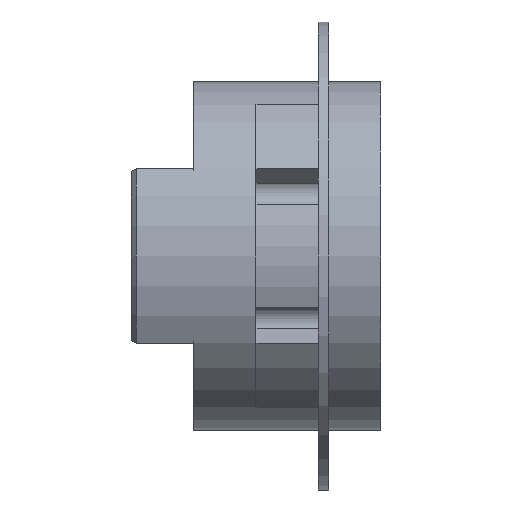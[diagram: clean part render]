
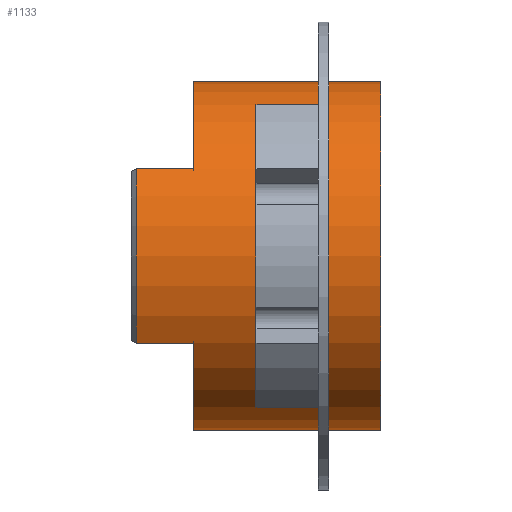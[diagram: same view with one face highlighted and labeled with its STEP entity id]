
A CAD part, left-side view. The second image highlights one B-rep face of the part: STEP entity #1133.
In plain terms, the highlighted cylindrical face has radius 33.6 mm (diameter 67.2 mm), a full revolution.
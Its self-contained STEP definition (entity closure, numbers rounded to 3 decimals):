
#40=LINE('',#1752,#140);
#44=LINE('',#1758,#144);
#53=LINE('',#1787,#153);
#54=LINE('',#1789,#154);
#55=LINE('',#1791,#155);
#140=VECTOR('',#1382,10.);
#144=VECTOR('',#1390,10.);
#153=VECTOR('',#1421,10.);
#154=VECTOR('',#1424,10.);
#155=VECTOR('',#1427,33.6);
#233=CYLINDRICAL_SURFACE('',#1230,33.6);
#281=FACE_OUTER_BOUND('',#345,.T.);
#345=EDGE_LOOP('',(#825,#826,#827,#828,#829,#830,#831,#832,#833,#834,#835,
#836,#837));
#396=CIRCLE('',#1198,33.6);
#397=CIRCLE('',#1199,33.6);
#402=CIRCLE('',#1206,33.6);
#404=CIRCLE('',#1209,33.6);
#406=CIRCLE('',#1211,33.6);
#412=CIRCLE('',#1225,33.6);
#413=CIRCLE('',#1226,33.6);
#466=VERTEX_POINT('',#1703);
#467=VERTEX_POINT('',#1704);
#471=VERTEX_POINT('',#1716);
#474=VERTEX_POINT('',#1721);
#475=VERTEX_POINT('',#1725);
#478=VERTEX_POINT('',#1730);
#479=VERTEX_POINT('',#1732);
#482=VERTEX_POINT('',#1738);
#491=VERTEX_POINT('',#1773);
#494=VERTEX_POINT('',#1778);
#495=VERTEX_POINT('',#1780);
#580=EDGE_CURVE('',#466,#467,#396,.T.);
#581=EDGE_CURVE('',#467,#466,#397,.T.);
#589=EDGE_CURVE('',#474,#471,#402,.T.);
#593=EDGE_CURVE('',#478,#479,#404,.T.);
#597=EDGE_CURVE('',#482,#475,#406,.T.);
#603=EDGE_CURVE('',#475,#474,#40,.T.);
#607=EDGE_CURVE('',#478,#471,#44,.T.);
#617=EDGE_CURVE('',#494,#495,#412,.T.);
#618=EDGE_CURVE('',#495,#491,#413,.T.);
#621=EDGE_CURVE('',#482,#491,#53,.T.);
#622=EDGE_CURVE('',#479,#494,#54,.T.);
#623=EDGE_CURVE('',#467,#495,#55,.T.);
#825=ORIENTED_EDGE('',*,*,#580,.F.);
#826=ORIENTED_EDGE('',*,*,#581,.F.);
#827=ORIENTED_EDGE('',*,*,#623,.T.);
#828=ORIENTED_EDGE('',*,*,#617,.F.);
#829=ORIENTED_EDGE('',*,*,#622,.F.);
#830=ORIENTED_EDGE('',*,*,#593,.F.);
#831=ORIENTED_EDGE('',*,*,#607,.T.);
#832=ORIENTED_EDGE('',*,*,#589,.F.);
#833=ORIENTED_EDGE('',*,*,#603,.F.);
#834=ORIENTED_EDGE('',*,*,#597,.F.);
#835=ORIENTED_EDGE('',*,*,#621,.T.);
#836=ORIENTED_EDGE('',*,*,#618,.F.);
#837=ORIENTED_EDGE('',*,*,#623,.F.);
#1133=ADVANCED_FACE('',(#281),#233,.T.);
#1198=AXIS2_PLACEMENT_3D('',#1705,#1336,#1337);
#1199=AXIS2_PLACEMENT_3D('',#1706,#1338,#1339);
#1206=AXIS2_PLACEMENT_3D('',#1723,#1355,#1356);
#1209=AXIS2_PLACEMENT_3D('',#1733,#1363,#1364);
#1211=AXIS2_PLACEMENT_3D('',#1740,#1369,#1370);
#1225=AXIS2_PLACEMENT_3D('',#1781,#1411,#1412);
#1226=AXIS2_PLACEMENT_3D('',#1782,#1413,#1414);
#1230=AXIS2_PLACEMENT_3D('',#1790,#1425,#1426);
#1336=DIRECTION('center_axis',(0.,0.,1.));
#1337=DIRECTION('ref_axis',(1.,0.,0.));
#1338=DIRECTION('center_axis',(0.,0.,1.));
#1339=DIRECTION('ref_axis',(1.,0.,0.));
#1355=DIRECTION('center_axis',(0.,0.,-1.));
#1356=DIRECTION('ref_axis',(1.,0.,0.));
#1363=DIRECTION('center_axis',(0.,0.,-1.));
#1364=DIRECTION('ref_axis',(1.,0.,0.));
#1369=DIRECTION('center_axis',(0.,0.,-1.));
#1370=DIRECTION('ref_axis',(1.,0.,0.));
#1382=DIRECTION('',(0.,0.,-1.));
#1390=DIRECTION('',(0.,0.,-1.));
#1411=DIRECTION('center_axis',(0.,0.,-1.));
#1412=DIRECTION('ref_axis',(-1.,0.,0.));
#1413=DIRECTION('center_axis',(0.,0.,-1.));
#1414=DIRECTION('ref_axis',(-1.,0.,0.));
#1421=DIRECTION('',(0.,0.,-1.));
#1424=DIRECTION('',(0.,0.,-1.));
#1425=DIRECTION('center_axis',(0.,0.,1.));
#1426=DIRECTION('ref_axis',(1.,0.,0.));
#1427=DIRECTION('',(0.,0.,-1.));
#1703=CARTESIAN_POINT('',(-116.4,0.,40.872));
#1704=CARTESIAN_POINT('',(-183.6,0.,40.872));
#1705=CARTESIAN_POINT('Origin',(-150.,0.,40.872));
#1706=CARTESIAN_POINT('Origin',(-150.,0.,40.872));
#1716=CARTESIAN_POINT('',(-120.902,-16.8,-6.128));
#1721=CARTESIAN_POINT('',(-120.902,16.8,-6.128));
#1723=CARTESIAN_POINT('Origin',(-150.,0.,-6.128));
#1725=CARTESIAN_POINT('',(-120.902,16.8,4.872));
#1730=CARTESIAN_POINT('',(-120.902,-16.8,4.872));
#1732=CARTESIAN_POINT('',(-179.098,-16.8,4.872));
#1733=CARTESIAN_POINT('Origin',(-150.,0.,4.872));
#1738=CARTESIAN_POINT('',(-179.098,16.8,4.872));
#1740=CARTESIAN_POINT('Origin',(-150.,0.,4.872));
#1752=CARTESIAN_POINT('',(-120.902,16.8,4.872));
#1758=CARTESIAN_POINT('',(-120.902,-16.8,4.872));
#1773=CARTESIAN_POINT('',(-179.098,16.8,-6.128));
#1778=CARTESIAN_POINT('',(-179.098,-16.8,-6.128));
#1780=CARTESIAN_POINT('',(-183.6,0.,-6.128));
#1781=CARTESIAN_POINT('Origin',(-150.,0.,-6.128));
#1782=CARTESIAN_POINT('Origin',(-150.,0.,-6.128));
#1787=CARTESIAN_POINT('',(-179.098,16.8,4.872));
#1789=CARTESIAN_POINT('',(-179.098,-16.8,4.872));
#1790=CARTESIAN_POINT('Origin',(-150.,0.,7.372));
#1791=CARTESIAN_POINT('',(-183.6,0.,7.372));
